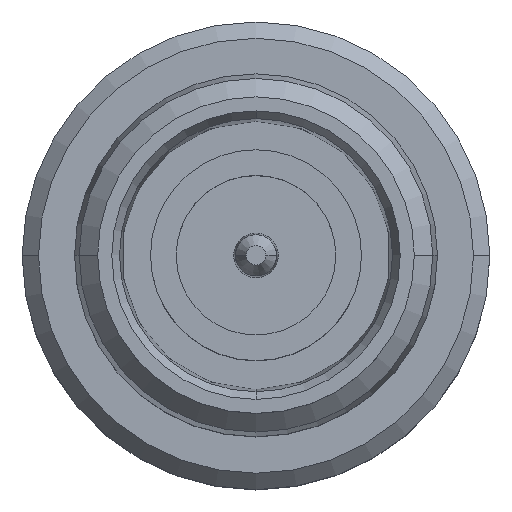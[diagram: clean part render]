
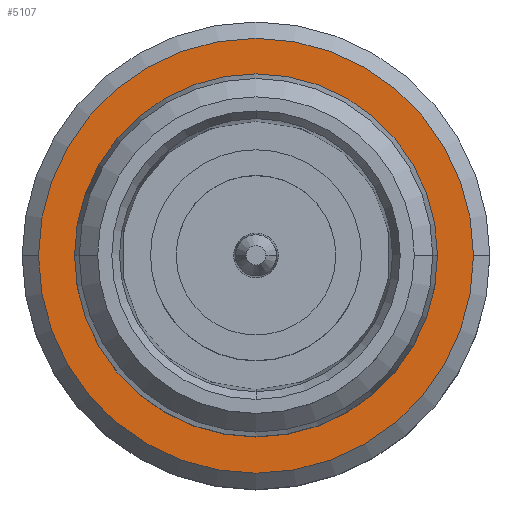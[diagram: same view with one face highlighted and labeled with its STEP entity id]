
A CAD part, top view. The second image highlights one B-rep face of the part: STEP entity #5107.
In plain terms, the highlighted planar face has unit normal (0, 0, 1).
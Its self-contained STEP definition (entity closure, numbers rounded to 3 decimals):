
#75 = ORIENTED_EDGE ( 'NONE', *, *, #3745, .T. ) ;
#161 = DIRECTION ( 'NONE',  ( 0., 0., 1. ) ) ;
#178 = EDGE_LOOP ( 'NONE', ( #4851, #7144 ) ) ;
#295 = ORIENTED_EDGE ( 'NONE', *, *, #6990, .T. ) ;
#1572 = FACE_OUTER_BOUND ( 'NONE', #178, .T. ) ;
#2239 = DIRECTION ( 'NONE',  ( 0., 0., 1. ) ) ;
#3699 = EDGE_CURVE ( 'NONE', #8557, #6002, #11027, .T. ) ;
#3745 = EDGE_CURVE ( 'NONE', #8880, #4001, #9600, .T. ) ;
#4001 = VERTEX_POINT ( 'NONE', #11450 ) ;
#4631 = EDGE_LOOP ( 'NONE', ( #75, #295 ) ) ;
#4708 = DIRECTION ( 'NONE',  ( 0., 0., -1. ) ) ;
#4851 = ORIENTED_EDGE ( 'NONE', *, *, #3699, .T. ) ;
#5107 = ADVANCED_FACE ( 'NONE', ( #10797, #1572 ), #12320, .F. ) ;
#5285 = AXIS2_PLACEMENT_3D ( 'NONE', #7051, #161, #8215 ) ;
#5301 = CARTESIAN_POINT ( 'NONE',  ( 0., 0., -11.3 ) ) ;
#5975 = DIRECTION ( 'NONE',  ( 0., 0., -1. ) ) ;
#6002 = VERTEX_POINT ( 'NONE', #9689 ) ;
#6209 = EDGE_CURVE ( 'NONE', #6002, #8557, #11894, .T. ) ;
#6477 = DIRECTION ( 'NONE',  ( -1., 0., 0. ) ) ;
#6990 = EDGE_CURVE ( 'NONE', #4001, #8880, #9328, .T. ) ;
#7051 = CARTESIAN_POINT ( 'NONE',  ( 0., 0., -11.3 ) ) ;
#7144 = ORIENTED_EDGE ( 'NONE', *, *, #6209, .T. ) ;
#8215 = DIRECTION ( 'NONE',  ( 1., 0., 0. ) ) ;
#8551 = CARTESIAN_POINT ( 'NONE',  ( 4.84, 0., -11.3 ) ) ;
#8557 = VERTEX_POINT ( 'NONE', #9791 ) ;
#8880 = VERTEX_POINT ( 'NONE', #8551 ) ;
#9164 = CARTESIAN_POINT ( 'NONE',  ( 0., 0., -11.3 ) ) ;
#9328 = CIRCLE ( 'NONE', #11242, 4.84 ) ;
#9600 = CIRCLE ( 'NONE', #9935, 4.84 ) ;
#9689 = CARTESIAN_POINT ( 'NONE',  ( 6.65, 0., -11.3 ) ) ;
#9791 = CARTESIAN_POINT ( 'NONE',  ( -6.65, 0., -11.3 ) ) ;
#9935 = AXIS2_PLACEMENT_3D ( 'NONE', #12880, #5975, #13985 ) ;
#10320 = DIRECTION ( 'NONE',  ( 1., 0., 0. ) ) ;
#10797 = FACE_BOUND ( 'NONE', #4631, .T. ) ;
#11027 = CIRCLE ( 'NONE', #5285, 6.65 ) ;
#11242 = AXIS2_PLACEMENT_3D ( 'NONE', #11637, #4708, #12791 ) ;
#11450 = CARTESIAN_POINT ( 'NONE',  ( -4.84, 0., -11.3 ) ) ;
#11637 = CARTESIAN_POINT ( 'NONE',  ( 0., 0., -11.3 ) ) ;
#11894 = CIRCLE ( 'NONE', #12004, 6.65 ) ;
#12004 = AXIS2_PLACEMENT_3D ( 'NONE', #9164, #2239, #10320 ) ;
#12320 = PLANE ( 'NONE',  #14622 ) ;
#12791 = DIRECTION ( 'NONE',  ( -1., 0., 0. ) ) ;
#12880 = CARTESIAN_POINT ( 'NONE',  ( 0., 0., -11.3 ) ) ;
#13355 = DIRECTION ( 'NONE',  ( 0., 0., -1. ) ) ;
#13985 = DIRECTION ( 'NONE',  ( -1., 0., 0. ) ) ;
#14622 = AXIS2_PLACEMENT_3D ( 'NONE', #5301, #13355, #6477 ) ;
